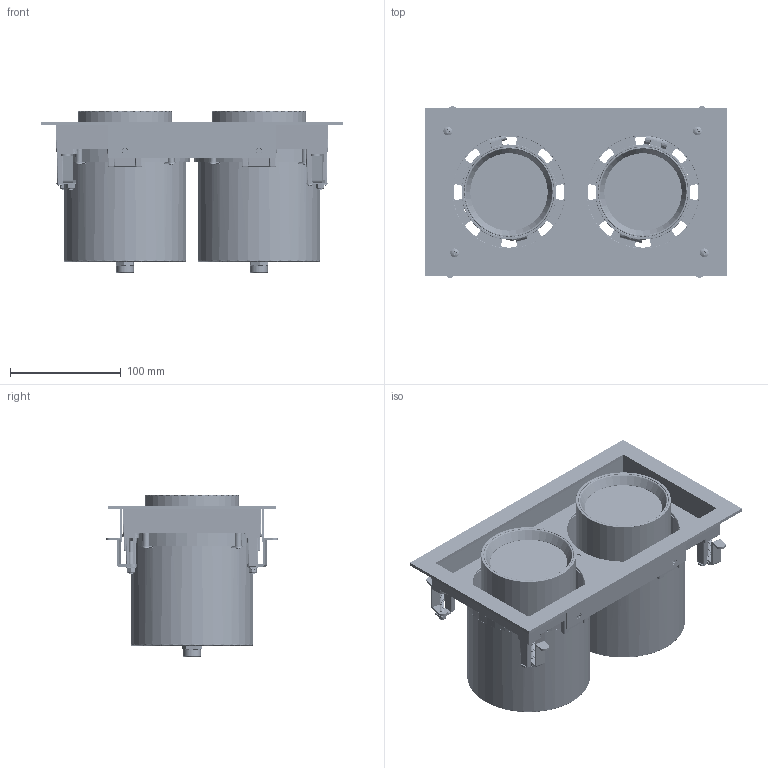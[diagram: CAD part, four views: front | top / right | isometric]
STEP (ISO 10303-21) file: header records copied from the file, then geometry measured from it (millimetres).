
FILE_DESCRIPTION (( 'STEP AP203' ), '1' );
FILE_NAME ('GL7117-2.STEP', '2025-12-19T08:10:31', ( 'Windows User' ), ( 'P R C' ), 'SwSTEP 2.0', 'SolidWorks 2016', '' );
FILE_SCHEMA (( 'CONFIG_CONTROL_DESIGN' ));
Length unit declared in the file: millimetre
Products named in the file (20): M3X6蹟佪; SD921蟀諉旋B; SD921嘐隅旋; SD911ヶ遠; CRH1820-HD-A-V1-20140227; SD905嘐隅え; SD905盓殤; SD916俋遺; SD911腑芛3B; prevailing torque type 2 gb_GB_HEXAGON_LOCK_TYPE10 M10-S; SD922腑芠; M4蹟譫; M3X8麥芛囀鞠褒蹟佪; cross recessed pan head screws gb_GB_CROSS_SCREWS_TYPE1 M4X35-35  H type-S; GL7117-2; SD921蛌雄旋; SL-075F; SD923俋遠; SD921蟀諉旋A; 1816嫖埭
Assembly tree (56 placements, depth 2):
  GL7117-2
    SD923俋遠
    SD922腑芠  x2
    SD911腑芛3B  x2
    SD916俋遺
    SD921嘐隅旋  x2
    SD921蛌雄旋  x2
    SD921蟀諉旋B  x2
    SD921蟀諉旋A  x2
    SD911ヶ遠  x2
    SL-075F  x2
    1816嫖埭  x2
    CRH1820-HD-A-V1-20140227  x2
    cross recessed pan head screws gb_GB_CROSS_SCREWS_TYPE1 M4X35-35  H type-S  x4
    M3X6蹟佪  x12
    M4蹟譫  x4
    SD905盓殤  x4
    M3X8麥芛囀鞠褒蹟佪  x4
    SD905嘐隅え  x4
    prevailing torque type 2 gb_GB_HEXAGON_LOCK_TYPE10 M10-S  x2
Bounding box: 272 x 155.05 x 145.8 mm (x, y, z)
Volume: 730920.3 mm3; surface area: 653502.7 mm2
Topology: 56 solids, 56 shells, 6541 faces, 16472 edges, 10001 vertices
Faces by surface type: cylinder 2262, cone 1651, plane 1468, bspline 1160
Entity records: 107368 total; most frequent: CARTESIAN_POINT 42011, ORIENTED_EDGE 14144, DIRECTION 11678, EDGE_CURVE 7072, VERTEX_POINT 4365, AXIS2_PLACEMENT_3D 4341, LINE 2996, VECTOR 2996
